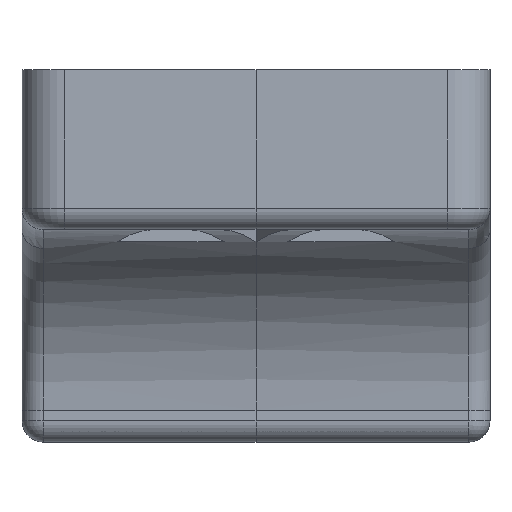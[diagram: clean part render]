
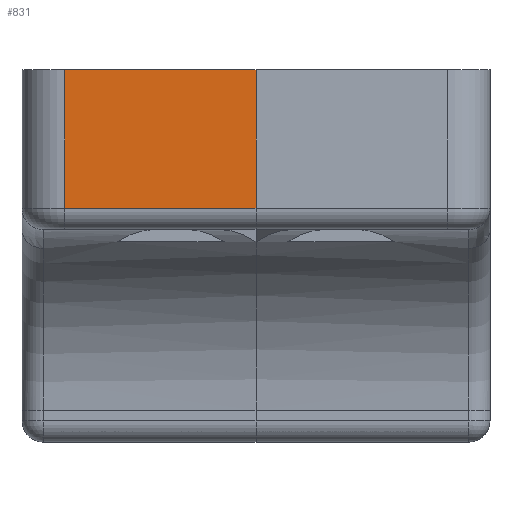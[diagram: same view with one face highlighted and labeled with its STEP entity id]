
A CAD part, front view. The second image highlights one B-rep face of the part: STEP entity #831.
In plain terms, the highlighted planar face has unit normal (0, -1, 0).
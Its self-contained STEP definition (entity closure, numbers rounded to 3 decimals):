
#24 = VERTEX_POINT('',#25);
#25 = CARTESIAN_POINT('',(-18.,-20.,2.));
#44 = CYLINDRICAL_SURFACE('',#45,2.);
#45 = AXIS2_PLACEMENT_3D('',#46,#47,#48);
#46 = CARTESIAN_POINT('',(0.,-18.,2.));
#47 = DIRECTION('',(-1.,0.,0.));
#48 = DIRECTION('',(0.,0.,-1.));
#130 = CYLINDRICAL_SURFACE('',#131,4.);
#131 = AXIS2_PLACEMENT_3D('',#132,#133,#134);
#132 = CARTESIAN_POINT('',(-18.,-16.,0.));
#133 = DIRECTION('',(0.,0.,1.));
#134 = DIRECTION('',(0.,-1.,0.));
#148 = VERTEX_POINT('',#149);
#149 = CARTESIAN_POINT('',(0.,-20.,2.));
#176 = EDGE_CURVE('',#148,#24,#177,.T.);
#177 = SURFACE_CURVE('',#178,(#182,#189),.PCURVE_S1.);
#178 = LINE('',#179,#180);
#179 = CARTESIAN_POINT('',(0.,-20.,2.));
#180 = VECTOR('',#181,1.);
#181 = DIRECTION('',(-1.,0.,0.));
#182 = PCURVE('',#44,#183);
#183 = DEFINITIONAL_REPRESENTATION('',(#184),#188);
#184 = LINE('',#185,#186);
#185 = CARTESIAN_POINT('',(1.571,0.));
#186 = VECTOR('',#187,1.);
#187 = DIRECTION('',(0.,1.));
#188 = ( GEOMETRIC_REPRESENTATION_CONTEXT(2) 
PARAMETRIC_REPRESENTATION_CONTEXT() REPRESENTATION_CONTEXT('2D SPACE',''
  ) );
#189 = PCURVE('',#190,#195);
#190 = PLANE('',#191);
#191 = AXIS2_PLACEMENT_3D('',#192,#193,#194);
#192 = CARTESIAN_POINT('',(0.,-20.,0.));
#193 = DIRECTION('',(0.,-1.,0.));
#194 = DIRECTION('',(-1.,0.,0.));
#195 = DEFINITIONAL_REPRESENTATION('',(#196),#200);
#196 = LINE('',#197,#198);
#197 = CARTESIAN_POINT('',(0.,-2.));
#198 = VECTOR('',#199,1.);
#199 = DIRECTION('',(1.,0.));
#200 = ( GEOMETRIC_REPRESENTATION_CONTEXT(2) 
PARAMETRIC_REPRESENTATION_CONTEXT() REPRESENTATION_CONTEXT('2D SPACE',''
  ) );
#619 = EDGE_CURVE('',#24,#620,#622,.T.);
#620 = VERTEX_POINT('',#621);
#621 = CARTESIAN_POINT('',(-18.,-20.,15.));
#622 = SURFACE_CURVE('',#623,(#627,#634),.PCURVE_S1.);
#623 = LINE('',#624,#625);
#624 = CARTESIAN_POINT('',(-18.,-20.,0.));
#625 = VECTOR('',#626,1.);
#626 = DIRECTION('',(0.,0.,1.));
#627 = PCURVE('',#130,#628);
#628 = DEFINITIONAL_REPRESENTATION('',(#629),#633);
#629 = LINE('',#630,#631);
#630 = CARTESIAN_POINT('',(0.,0.));
#631 = VECTOR('',#632,1.);
#632 = DIRECTION('',(0.,1.));
#633 = ( GEOMETRIC_REPRESENTATION_CONTEXT(2) 
PARAMETRIC_REPRESENTATION_CONTEXT() REPRESENTATION_CONTEXT('2D SPACE',''
  ) );
#634 = PCURVE('',#190,#635);
#635 = DEFINITIONAL_REPRESENTATION('',(#636),#640);
#636 = LINE('',#637,#638);
#637 = CARTESIAN_POINT('',(18.,0.));
#638 = VECTOR('',#639,1.);
#639 = DIRECTION('',(0.,-1.));
#640 = ( GEOMETRIC_REPRESENTATION_CONTEXT(2) 
PARAMETRIC_REPRESENTATION_CONTEXT() REPRESENTATION_CONTEXT('2D SPACE',''
  ) );
#686 = PLANE('',#687);
#687 = AXIS2_PLACEMENT_3D('',#688,#689,#690);
#688 = CARTESIAN_POINT('',(-22.,41.,15.));
#689 = DIRECTION('',(0.,0.,1.));
#690 = DIRECTION('',(1.,0.,0.));
#770 = PLANE('',#771);
#771 = AXIS2_PLACEMENT_3D('',#772,#773,#774);
#772 = CARTESIAN_POINT('',(0.,-20.,0.));
#773 = DIRECTION('',(0.,-1.,0.));
#774 = DIRECTION('',(-1.,0.,0.));
#831 = ADVANCED_FACE('',(#832),#190,.T.);
#832 = FACE_BOUND('',#833,.T.);
#833 = EDGE_LOOP('',(#834,#835,#836,#859));
#834 = ORIENTED_EDGE('',*,*,#619,.F.);
#835 = ORIENTED_EDGE('',*,*,#176,.F.);
#836 = ORIENTED_EDGE('',*,*,#837,.T.);
#837 = EDGE_CURVE('',#148,#838,#840,.T.);
#838 = VERTEX_POINT('',#839);
#839 = CARTESIAN_POINT('',(0.,-20.,15.));
#840 = SURFACE_CURVE('',#841,(#845,#852),.PCURVE_S1.);
#841 = LINE('',#842,#843);
#842 = CARTESIAN_POINT('',(0.,-20.,0.));
#843 = VECTOR('',#844,1.);
#844 = DIRECTION('',(0.,0.,1.));
#845 = PCURVE('',#190,#846);
#846 = DEFINITIONAL_REPRESENTATION('',(#847),#851);
#847 = LINE('',#848,#849);
#848 = CARTESIAN_POINT('',(0.,0.));
#849 = VECTOR('',#850,1.);
#850 = DIRECTION('',(0.,-1.));
#851 = ( GEOMETRIC_REPRESENTATION_CONTEXT(2) 
PARAMETRIC_REPRESENTATION_CONTEXT() REPRESENTATION_CONTEXT('2D SPACE',''
  ) );
#852 = PCURVE('',#770,#853);
#853 = DEFINITIONAL_REPRESENTATION('',(#854),#858);
#854 = LINE('',#855,#856);
#855 = CARTESIAN_POINT('',(0.,0.));
#856 = VECTOR('',#857,1.);
#857 = DIRECTION('',(0.,-1.));
#858 = ( GEOMETRIC_REPRESENTATION_CONTEXT(2) 
PARAMETRIC_REPRESENTATION_CONTEXT() REPRESENTATION_CONTEXT('2D SPACE',''
  ) );
#859 = ORIENTED_EDGE('',*,*,#860,.T.);
#860 = EDGE_CURVE('',#838,#620,#861,.T.);
#861 = SURFACE_CURVE('',#862,(#866,#873),.PCURVE_S1.);
#862 = LINE('',#863,#864);
#863 = CARTESIAN_POINT('',(0.,-20.,15.));
#864 = VECTOR('',#865,1.);
#865 = DIRECTION('',(-1.,0.,0.));
#866 = PCURVE('',#190,#867);
#867 = DEFINITIONAL_REPRESENTATION('',(#868),#872);
#868 = LINE('',#869,#870);
#869 = CARTESIAN_POINT('',(0.,-15.));
#870 = VECTOR('',#871,1.);
#871 = DIRECTION('',(1.,0.));
#872 = ( GEOMETRIC_REPRESENTATION_CONTEXT(2) 
PARAMETRIC_REPRESENTATION_CONTEXT() REPRESENTATION_CONTEXT('2D SPACE',''
  ) );
#873 = PCURVE('',#686,#874);
#874 = DEFINITIONAL_REPRESENTATION('',(#875),#879);
#875 = LINE('',#876,#877);
#876 = CARTESIAN_POINT('',(22.,-61.));
#877 = VECTOR('',#878,1.);
#878 = DIRECTION('',(-1.,0.));
#879 = ( GEOMETRIC_REPRESENTATION_CONTEXT(2) 
PARAMETRIC_REPRESENTATION_CONTEXT() REPRESENTATION_CONTEXT('2D SPACE',''
  ) );
